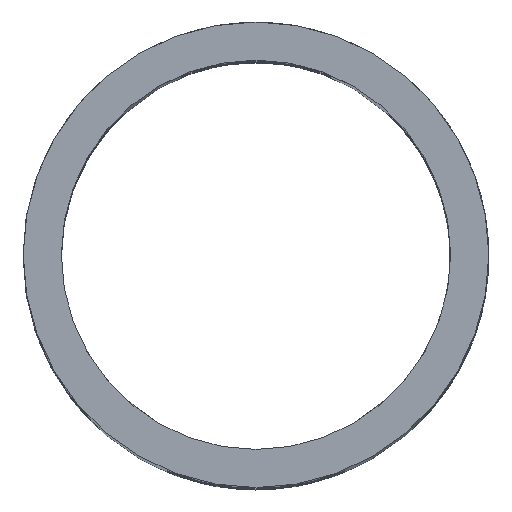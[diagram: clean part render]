
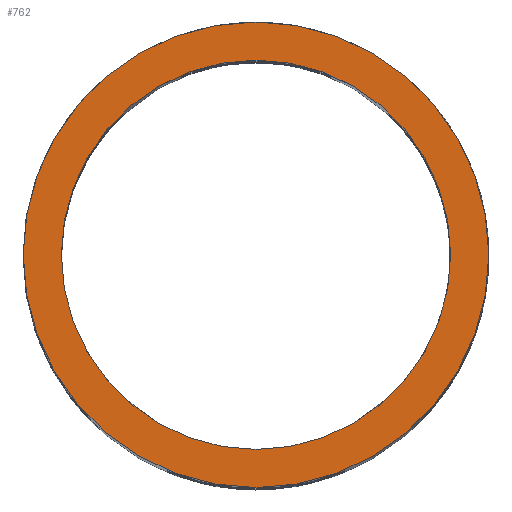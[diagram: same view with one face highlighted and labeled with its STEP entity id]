
A CAD part, top view. The second image highlights one B-rep face of the part: STEP entity #762.
In plain terms, the highlighted planar face has unit normal (0, 0, 1).
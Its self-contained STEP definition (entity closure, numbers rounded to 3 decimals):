
#17=FACE_BOUND('',#121,.T.);
#41=CIRCLE('',#823,30.5);
#42=CIRCLE('',#824,25.5);
#84=FACE_OUTER_BOUND('',#120,.T.);
#120=EDGE_LOOP('',(#527));
#121=EDGE_LOOP('',(#528));
#327=VERTEX_POINT('',#1183);
#328=VERTEX_POINT('',#1185);
#408=EDGE_CURVE('',#327,#327,#41,.T.);
#409=EDGE_CURVE('',#328,#328,#42,.T.);
#527=ORIENTED_EDGE('',*,*,#408,.T.);
#528=ORIENTED_EDGE('',*,*,#409,.T.);
#728=PLANE('',#822);
#762=ADVANCED_FACE('',(#84,#17),#728,.T.);
#822=AXIS2_PLACEMENT_3D('',#1182,#944,#945);
#823=AXIS2_PLACEMENT_3D('',#1184,#946,#947);
#824=AXIS2_PLACEMENT_3D('',#1186,#948,#949);
#944=DIRECTION('center_axis',(0.,0.,1.));
#945=DIRECTION('ref_axis',(1.,0.,0.));
#946=DIRECTION('center_axis',(0.,0.,1.));
#947=DIRECTION('ref_axis',(1.,0.,0.));
#948=DIRECTION('center_axis',(0.,0.,-1.));
#949=DIRECTION('ref_axis',(1.,0.,0.));
#1182=CARTESIAN_POINT('Origin',(0.,0.,180.));
#1183=CARTESIAN_POINT('',(-30.5,0.,180.));
#1184=CARTESIAN_POINT('Origin',(0.,0.,180.));
#1185=CARTESIAN_POINT('',(-25.5,0.,180.));
#1186=CARTESIAN_POINT('Origin',(0.,0.,180.));
